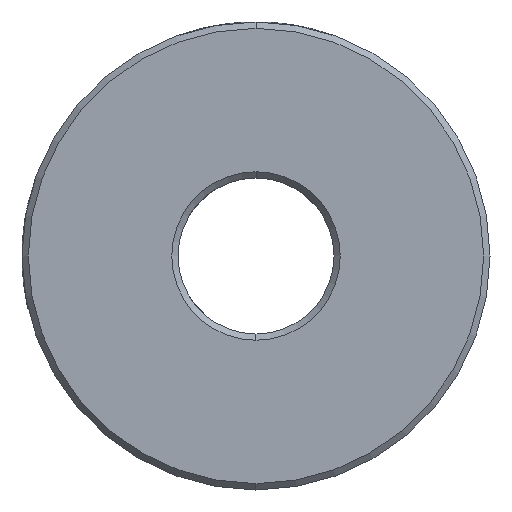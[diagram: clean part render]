
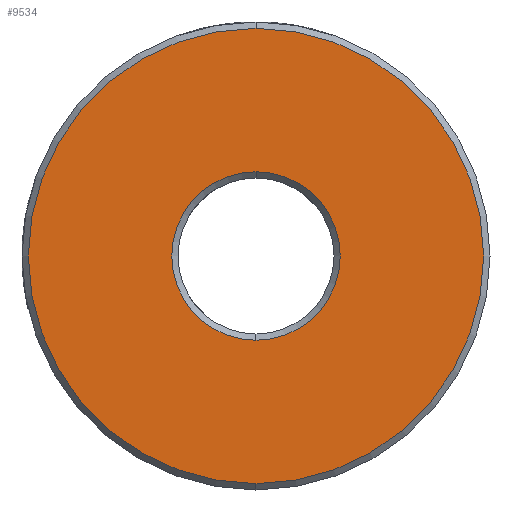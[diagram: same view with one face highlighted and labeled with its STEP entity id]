
A CAD part, left-side view. The second image highlights one B-rep face of the part: STEP entity #9534.
In plain terms, the highlighted planar face has unit normal (-1, 0, 0).
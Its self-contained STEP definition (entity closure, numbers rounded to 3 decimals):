
#549=(GEOMETRIC_REPRESENTATION_CONTEXT(2)PARAMETRIC_REPRESENTATION_CONTEXT()REPRESENTATION_CONTEXT('',''));
#2959=CARTESIAN_POINT('',(0.,0.0,0.0));
#2960=DIRECTION('',(1.0,0.0,0.0));
#2961=DIRECTION('',(0.0,0.0,-1.0));
#2962=AXIS2_PLACEMENT_3D('',#2959,#2960,#2961);
#2963=CONICAL_SURFACE('',#2962,7.296,44.676);
#3280=CARTESIAN_POINT('',(0.,0.0,0.0));
#3281=DIRECTION('',(-1.0,0.0,0.0));
#3282=DIRECTION('',(0.0,0.0,1.0));
#3283=AXIS2_PLACEMENT_3D('',#3280,#3281,#3282);
#3284=CONICAL_SURFACE('',#3283,2.7,45.0);
#9384=CARTESIAN_POINT('',(0.,0.,7.296));
#9385=VERTEX_POINT('',#9384);
#9386=CARTESIAN_POINT('',(0.,0.0,0.0));
#9387=DIRECTION('',(1.0,0.0,0.0));
#9388=DIRECTION('',(0.0,0.0,-1.0));
#9389=AXIS2_PLACEMENT_3D('',#9386,#9387,#9388);
#9390=CONICAL_SURFACE('',#9389,7.296,44.676);
#9408=CARTESIAN_POINT('',(0.,0.,-7.296));
#9409=VERTEX_POINT('',#9408);
#9410=CARTESIAN_POINT('',(0.,0.0,0.0));
#9411=DIRECTION('',(-1.0,0.0,0.0));
#9412=DIRECTION('',(0.0,0.0,1.0));
#9413=AXIS2_PLACEMENT_3D('',#9410,#9411,#9412);
#9414=PLANE('',#9413);
#9415=CARTESIAN_POINT('',(360.0,0.0));
#9416=CARTESIAN_POINT('',(180.0,0.));
#9417=B_SPLINE_CURVE_WITH_KNOTS('',1,(#9415,#9416),.UNSPECIFIED.,.F.,.F.,(2,2),(3.142,6.283),.UNSPECIFIED.);
#9418=DEFINITIONAL_REPRESENTATION('',(#9417),#549);
#9419=PCURVE('',#2963,#9418);
#9420=CARTESIAN_POINT('',(-7.296,0.));
#9421=CARTESIAN_POINT('',(-7.296,-7.296));
#9422=CARTESIAN_POINT('',(0.,-7.296));
#9423=CARTESIAN_POINT('',(7.296,-7.296));
#9424=CARTESIAN_POINT('',(7.296,0.));
#9425=(BOUNDED_CURVE()
B_SPLINE_CURVE(2,(#9420,#9421,#9422,#9423,#9424),.UNSPECIFIED.,.F.,.F.)
B_SPLINE_CURVE_WITH_KNOTS((3,2,3),(3.142,4.712,6.283),.UNSPECIFIED.)
CURVE()
GEOMETRIC_REPRESENTATION_ITEM()
RATIONAL_B_SPLINE_CURVE((1.0,0.707,1.0,0.707,1.0))
REPRESENTATION_ITEM(''));
#9426=DEFINITIONAL_REPRESENTATION('',(#9425),#549);
#9427=PCURVE('',#9414,#9426);
#9428=CARTESIAN_POINT('',(0.,0.0,0.0));
#9429=DIRECTION('',(-1.0,0.0,0.0));
#9430=DIRECTION('',(0.0,0.0,1.0));
#9431=AXIS2_PLACEMENT_3D('',#9428,#9429,#9430);
#9432=CIRCLE('',#9431,7.296);
#9433=INTERSECTION_CURVE('',#9432,(#9419,#9427),.PCURVE_S1.);
#9434=EDGE_CURVE('',#9409,#9385,#9433,.T.);
#9457=CARTESIAN_POINT('',(0.,0.,2.7));
#9458=VERTEX_POINT('',#9457);
#9459=CARTESIAN_POINT('',(0.,0.,-2.7));
#9460=VERTEX_POINT('',#9459);
#9461=CARTESIAN_POINT('',(2.7,0.));
#9462=CARTESIAN_POINT('',(2.7,-2.7));
#9463=CARTESIAN_POINT('',(0.,-2.7));
#9464=CARTESIAN_POINT('',(-2.7,-2.7));
#9465=CARTESIAN_POINT('',(-2.7,0.));
#9466=(BOUNDED_CURVE()
B_SPLINE_CURVE(2,(#9461,#9462,#9463,#9464,#9465),.UNSPECIFIED.,.F.,.F.)
B_SPLINE_CURVE_WITH_KNOTS((3,2,3),(0.0,1.571,3.142),.UNSPECIFIED.)
CURVE()
GEOMETRIC_REPRESENTATION_ITEM()
RATIONAL_B_SPLINE_CURVE((1.0,0.707,1.0,0.707,1.0))
REPRESENTATION_ITEM(''));
#9467=DEFINITIONAL_REPRESENTATION('',(#9466),#549);
#9468=PCURVE('',#9414,#9467);
#9469=CARTESIAN_POINT('',(360.0,0.0));
#9470=CARTESIAN_POINT('',(180.0,0.0));
#9471=B_SPLINE_CURVE_WITH_KNOTS('',1,(#9469,#9470),.UNSPECIFIED.,.F.,.F.,(2,2),(0.0,3.142),.UNSPECIFIED.);
#9472=DEFINITIONAL_REPRESENTATION('',(#9471),#549);
#9473=PCURVE('',#3284,#9472);
#9474=CARTESIAN_POINT('',(0.,0.0,0.0));
#9475=DIRECTION('',(1.0,-0.0,-0.0));
#9476=DIRECTION('',(0.0,0.0,1.0));
#9477=AXIS2_PLACEMENT_3D('',#9474,#9475,#9476);
#9478=CIRCLE('',#9477,2.7);
#9479=INTERSECTION_CURVE('',#9478,(#9468,#9473),.PCURVE_S1.);
#9480=EDGE_CURVE('',#9458,#9460,#9479,.T.);
#9481=ORIENTED_EDGE('',*,*,#9480,.T.);
#9482=CARTESIAN_POINT('',(0.,0.0,0.0));
#9483=DIRECTION('',(-1.0,0.0,0.0));
#9484=DIRECTION('',(0.0,0.0,1.0));
#9485=AXIS2_PLACEMENT_3D('',#9482,#9483,#9484);
#9486=CONICAL_SURFACE('',#9485,2.7,45.0);
#9487=CARTESIAN_POINT('',(-2.7,0.));
#9488=CARTESIAN_POINT('',(-2.7,2.7));
#9489=CARTESIAN_POINT('',(0.,2.7));
#9490=CARTESIAN_POINT('',(2.7,2.7));
#9491=CARTESIAN_POINT('',(2.7,0.));
#9492=(BOUNDED_CURVE()
B_SPLINE_CURVE(2,(#9487,#9488,#9489,#9490,#9491),.UNSPECIFIED.,.F.,.F.)
B_SPLINE_CURVE_WITH_KNOTS((3,2,3),(3.142,4.712,6.283),.UNSPECIFIED.)
CURVE()
GEOMETRIC_REPRESENTATION_ITEM()
RATIONAL_B_SPLINE_CURVE((1.0,0.707,1.0,0.707,1.0))
REPRESENTATION_ITEM(''));
#9493=DEFINITIONAL_REPRESENTATION('',(#9492),#549);
#9494=PCURVE('',#9414,#9493);
#9495=CARTESIAN_POINT('',(180.0,0.0));
#9496=CARTESIAN_POINT('',(0.0,0.0));
#9497=B_SPLINE_CURVE_WITH_KNOTS('',1,(#9495,#9496),.UNSPECIFIED.,.F.,.F.,(2,2),(3.142,6.283),.UNSPECIFIED.);
#9498=DEFINITIONAL_REPRESENTATION('',(#9497),#549);
#9499=PCURVE('',#9486,#9498);
#9500=CARTESIAN_POINT('',(0.,0.0,0.0));
#9501=DIRECTION('',(1.0,-0.0,-0.0));
#9502=DIRECTION('',(0.0,0.0,1.0));
#9503=AXIS2_PLACEMENT_3D('',#9500,#9501,#9502);
#9504=CIRCLE('',#9503,2.7);
#9505=INTERSECTION_CURVE('',#9504,(#9494,#9499),.PCURVE_S1.);
#9506=EDGE_CURVE('',#9460,#9458,#9505,.T.);
#9507=ORIENTED_EDGE('',*,*,#9506,.T.);
#9508=EDGE_LOOP('',(#9481,#9507));
#9509=FACE_BOUND('',#9508,.T.);
#9510=CARTESIAN_POINT('',(7.296,0.));
#9511=CARTESIAN_POINT('',(7.296,7.296));
#9512=CARTESIAN_POINT('',(0.,7.296));
#9513=CARTESIAN_POINT('',(-7.296,7.296));
#9514=CARTESIAN_POINT('',(-7.296,0.));
#9515=(BOUNDED_CURVE()
B_SPLINE_CURVE(2,(#9510,#9511,#9512,#9513,#9514),.UNSPECIFIED.,.F.,.F.)
B_SPLINE_CURVE_WITH_KNOTS((3,2,3),(0.0,1.571,3.142),.UNSPECIFIED.)
CURVE()
GEOMETRIC_REPRESENTATION_ITEM()
RATIONAL_B_SPLINE_CURVE((1.0,0.707,1.0,0.707,1.0))
REPRESENTATION_ITEM(''));
#9516=DEFINITIONAL_REPRESENTATION('',(#9515),#549);
#9517=PCURVE('',#9414,#9516);
#9518=CARTESIAN_POINT('',(180.0,0.));
#9519=CARTESIAN_POINT('',(0.,0.0));
#9520=B_SPLINE_CURVE_WITH_KNOTS('',1,(#9518,#9519),.UNSPECIFIED.,.F.,.F.,(2,2),(0.0,3.142),.UNSPECIFIED.);
#9521=DEFINITIONAL_REPRESENTATION('',(#9520),#549);
#9522=PCURVE('',#9390,#9521);
#9523=CARTESIAN_POINT('',(0.,0.0,0.0));
#9524=DIRECTION('',(-1.0,0.0,0.0));
#9525=DIRECTION('',(0.0,0.0,1.0));
#9526=AXIS2_PLACEMENT_3D('',#9523,#9524,#9525);
#9527=CIRCLE('',#9526,7.296);
#9528=INTERSECTION_CURVE('',#9527,(#9517,#9522),.PCURVE_S1.);
#9529=EDGE_CURVE('',#9385,#9409,#9528,.T.);
#9530=ORIENTED_EDGE('',*,*,#9529,.T.);
#9531=ORIENTED_EDGE('',*,*,#9434,.T.);
#9532=EDGE_LOOP('',(#9530,#9531));
#9533=FACE_BOUND('',#9532,.T.);
#9534=ADVANCED_FACE('',(#9509,#9533),#9414,.T.);
